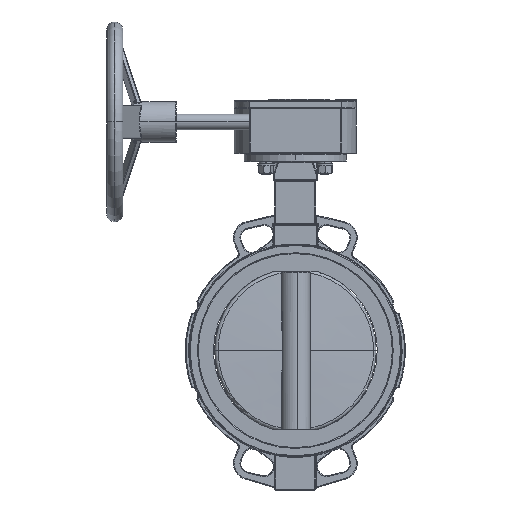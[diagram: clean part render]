
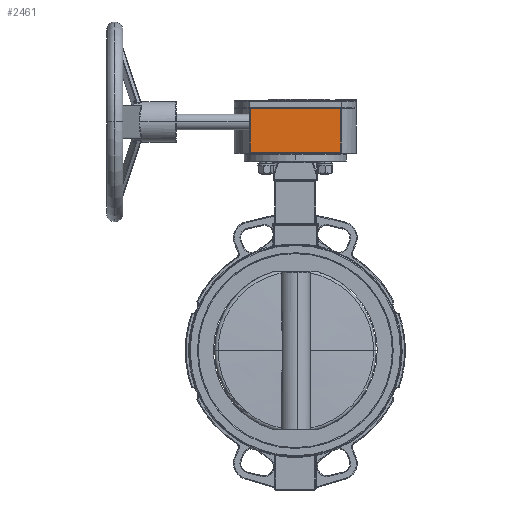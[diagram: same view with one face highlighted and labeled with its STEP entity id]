
A CAD part, front view. The second image highlights one B-rep face of the part: STEP entity #2461.
In plain terms, the highlighted planar face has unit normal (0, -1, 0).
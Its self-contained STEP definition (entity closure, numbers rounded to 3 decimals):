
#2422=CARTESIAN_POINT('',(56.5,-90.,242.5));
#2423=DIRECTION('',(0.,1.,-0.));
#2424=DIRECTION('',(-1.,0.,0.));
#2425=AXIS2_PLACEMENT_3D('',#2422,#2423,#2424);
#2426=PLANE('',#2425);
#2427=CARTESIAN_POINT('',(-55.5,-90.,243.5));
#2428=VERTEX_POINT('',#2427);
#2429=CARTESIAN_POINT('',(55.5,-90.,243.5));
#2430=VERTEX_POINT('',#2429);
#2431=CARTESIAN_POINT('',(-55.5,-90.,243.5));
#2432=DIRECTION('',(1.,-0.,-0.));
#2433=VECTOR('',#2432,111.);
#2434=LINE('',#2431,#2433);
#2435=EDGE_CURVE('',#2428,#2430,#2434,.T.);
#2436=ORIENTED_EDGE('',*,*,#2435,.T.);
#2437=CARTESIAN_POINT('',(55.5,-90.,296.5));
#2438=VERTEX_POINT('',#2437);
#2439=CARTESIAN_POINT('',(55.5,-90.,243.5));
#2440=DIRECTION('',(0.,0.,1.));
#2441=VECTOR('',#2440,53.);
#2442=LINE('',#2439,#2441);
#2443=EDGE_CURVE('',#2430,#2438,#2442,.T.);
#2444=ORIENTED_EDGE('',*,*,#2443,.T.);
#2445=CARTESIAN_POINT('',(-55.5,-90.,296.5));
#2446=VERTEX_POINT('',#2445);
#2447=CARTESIAN_POINT('',(55.5,-90.,296.5));
#2448=DIRECTION('',(-1.,0.,0.));
#2449=VECTOR('',#2448,111.);
#2450=LINE('',#2447,#2449);
#2451=EDGE_CURVE('',#2438,#2446,#2450,.T.);
#2452=ORIENTED_EDGE('',*,*,#2451,.T.);
#2453=CARTESIAN_POINT('',(-55.5,-90.,296.5));
#2454=DIRECTION('',(-0.,-0.,-1.));
#2455=VECTOR('',#2454,53.);
#2456=LINE('',#2453,#2455);
#2457=EDGE_CURVE('',#2446,#2428,#2456,.T.);
#2458=ORIENTED_EDGE('',*,*,#2457,.T.);
#2459=EDGE_LOOP('',(#2436,#2444,#2452,#2458));
#2460=FACE_BOUND('',#2459,.T.);
#2461=ADVANCED_FACE('',(#2460),#2426,.F.);
